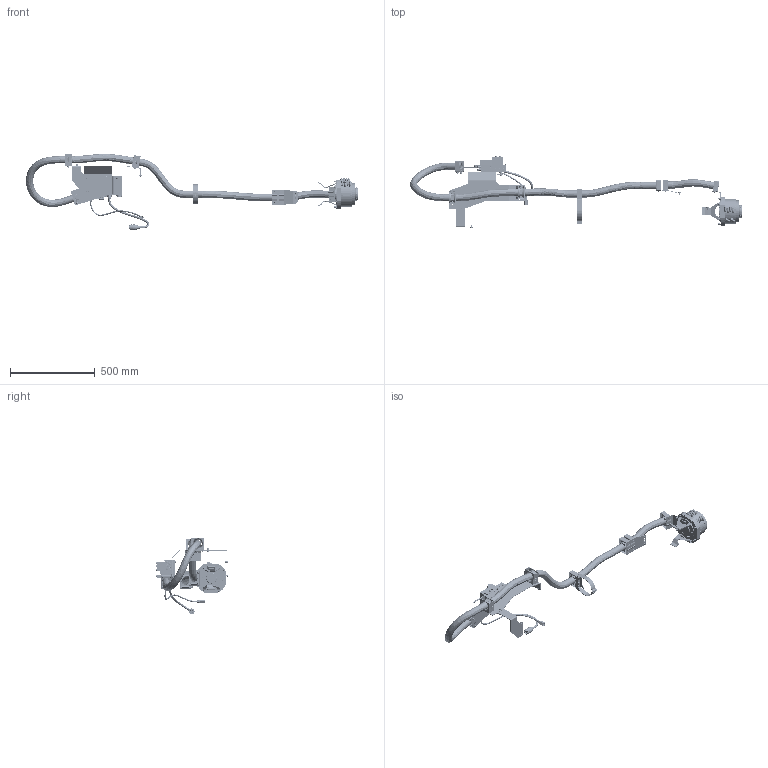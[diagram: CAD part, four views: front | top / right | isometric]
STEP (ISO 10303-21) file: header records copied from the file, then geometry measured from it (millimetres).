
FILE_DESCRIPTION (( 'STEP AP203' ), '1' );
FILE_NAME ('TS131-403.STEP', '2020-04-17T09:52:03', ( '' ), ( '' ), 'SwSTEP 2.0', 'SolidWorks 2019', '' );
FILE_SCHEMA (( 'CONFIG_CONTROL_DESIGN' ));
Length unit declared in the file: millimetre
Products named in the file (1): TS131-403
Bounding box: 1962 x 428.04 x 452.06 mm (x, y, z)
Volume: 5377953.2 mm3; surface area: 1856476.6 mm2
Topology: 175 solids, 177 shells, 8838 faces, 21851 edges, 13773 vertices
Faces by surface type: plane 3405, cylinder 2925, bspline 1416, cone 558, torus 418, sphere 116
Entity records: 388635 total; most frequent: CARTESIAN_POINT 184354, ORIENTED_EDGE 43290, DIRECTION 40917, EDGE_CURVE 21645, AXIS2_PLACEMENT_3D 15081, VERTEX_POINT 13749, LINE 10755, VECTOR 10755
